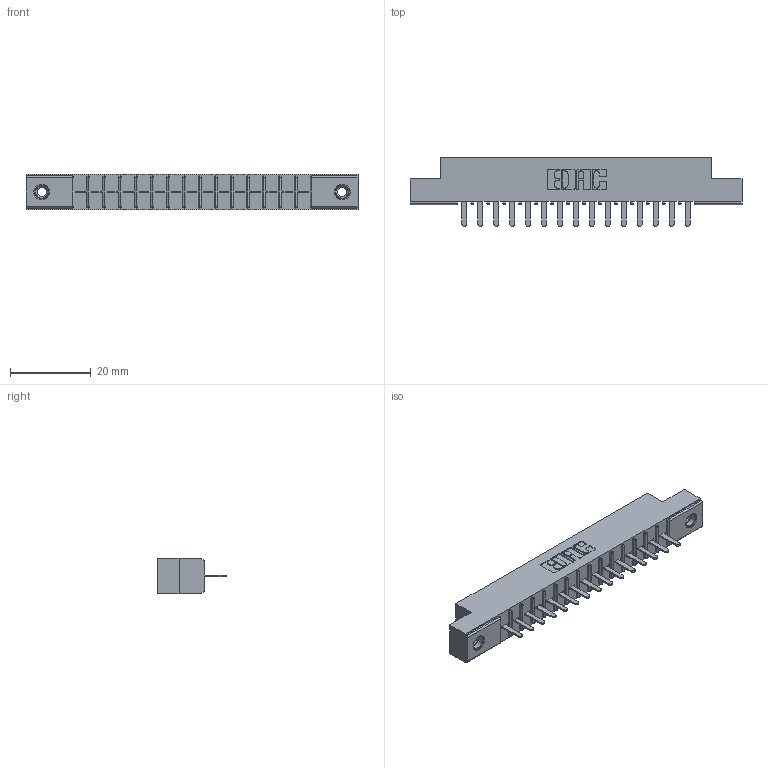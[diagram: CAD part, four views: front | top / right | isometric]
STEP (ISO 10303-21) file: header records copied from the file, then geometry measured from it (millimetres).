
FILE_DESCRIPTION (( 'STEP AP203' ), '1' );
FILE_NAME ('316-015-520-108.STEP', '2018-07-31T00:50:46', ( '' ), ( '' ), 'SwSTEP 2.0', 'SolidWorks 2016', '' );
FILE_SCHEMA (( 'CONFIG_CONTROL_DESIGN' ));
Length unit declared in the file: inch
Products named in the file (4): 306 Part_.156 Dia; 306-290-001_120; 345-250-001_345-250-003-102; 316-015-520-108
Assembly tree (18 placements, depth 2):
  316-015-520-108
    306 Part_.156 Dia
    306-290-001_120  x15
    345-250-001_345-250-003-102  x2
Bounding box: 82.45 x 17.12 x 8.71 mm (x, y, z)
Volume: 5607.6 mm3; surface area: 8087.4 mm2
Topology: 18 solids, 18 shells, 1226 faces, 3407 edges, 2182 vertices
Faces by surface type: plane 805, cylinder 345, sphere 60, cone 12, torus 4
Entity records: 18627 total; most frequent: CARTESIAN_POINT 3103, DIRECTION 3071, ORIENTED_EDGE 3066, EDGE_CURVE 1533, VECTOR 1183, LINE 1183, VERTEX_POINT 976, AXIS2_PLACEMENT_3D 944
